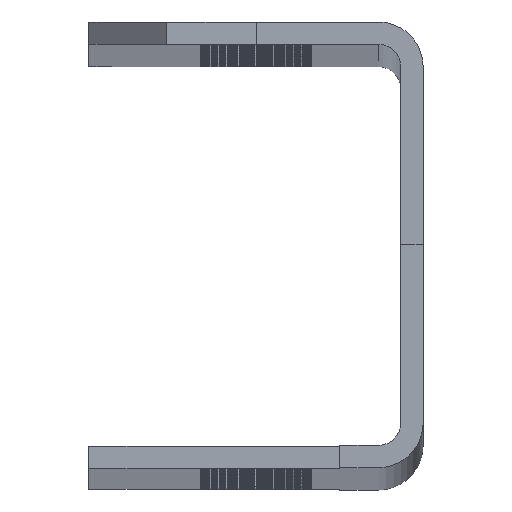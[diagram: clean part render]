
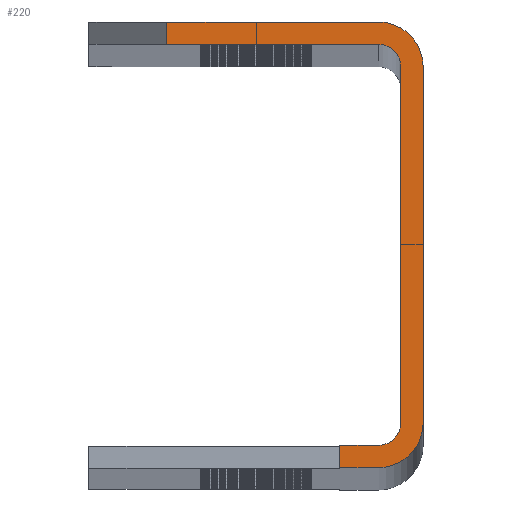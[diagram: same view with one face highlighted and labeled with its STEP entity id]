
A CAD part, top view. The second image highlights one B-rep face of the part: STEP entity #220.
In plain terms, the highlighted planar face has unit normal (0, 0, 1).
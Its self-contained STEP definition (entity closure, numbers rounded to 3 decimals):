
#220=ADVANCED_FACE('',(#871),#872,.T.);
#871=FACE_OUTER_BOUND('',#1939,.T.);
#872=PLANE('',#1940);
#1939=EDGE_LOOP('',(#4055,#4056,#4057,#4058,#4059,#4060,#4061,#4062,#4063,#4064,#4065,#4066));
#1940=AXIS2_PLACEMENT_3D('',#4067,#4068,#4069);
#4055=ORIENTED_EDGE('',*,*,#6777,.T.);
#4056=ORIENTED_EDGE('',*,*,#6990,.T.);
#4057=ORIENTED_EDGE('',*,*,#6991,.T.);
#4058=ORIENTED_EDGE('',*,*,#6992,.T.);
#4059=ORIENTED_EDGE('',*,*,#6993,.T.);
#4060=ORIENTED_EDGE('',*,*,#6994,.T.);
#4061=ORIENTED_EDGE('',*,*,#6995,.T.);
#4062=ORIENTED_EDGE('',*,*,#6996,.T.);
#4063=ORIENTED_EDGE('',*,*,#6997,.T.);
#4064=ORIENTED_EDGE('',*,*,#6998,.T.);
#4065=ORIENTED_EDGE('',*,*,#6658,.T.);
#4066=ORIENTED_EDGE('',*,*,#6989,.F.);
#4067=CARTESIAN_POINT('',(0.0,0.0,576.2));
#4068=DIRECTION('',(0.0,0.0,1.0));
#4069=DIRECTION('',(1.0,-0.0,0.0));
#6658=EDGE_CURVE('',#8184,#8182,#8185,.T.);
#6777=EDGE_CURVE('',#8417,#8415,#8418,.T.);
#6989=EDGE_CURVE('',#8417,#8182,#8737,.T.);
#6990=EDGE_CURVE('',#8415,#8738,#8739,.T.);
#6991=EDGE_CURVE('',#8738,#8740,#8741,.T.);
#6992=EDGE_CURVE('',#8740,#8742,#8743,.T.);
#6993=EDGE_CURVE('',#8742,#8744,#8745,.T.);
#6994=EDGE_CURVE('',#8744,#8746,#8747,.T.);
#6995=EDGE_CURVE('',#8746,#8748,#8749,.T.);
#6996=EDGE_CURVE('',#8748,#8750,#8751,.T.);
#6997=EDGE_CURVE('',#8750,#8752,#8753,.T.);
#6998=EDGE_CURVE('',#8752,#8184,#8754,.T.);
#8182=VERTEX_POINT('',#10420);
#8184=VERTEX_POINT('',#10423);
#8185=LINE('',#10424,#10425);
#8415=VERTEX_POINT('',#10716);
#8417=VERTEX_POINT('',#10719);
#8418=LINE('',#10720,#10721);
#8737=LINE('',#11199,#11200);
#8738=VERTEX_POINT('',#11201);
#8739=CIRCLE('',#11202,4.0);
#8740=VERTEX_POINT('',#11203);
#8741=LINE('',#11204,#11205);
#8742=VERTEX_POINT('',#11206);
#8743=CIRCLE('',#11207,4.0);
#8744=VERTEX_POINT('',#11208);
#8745=LINE('',#11209,#11210);
#8746=VERTEX_POINT('',#11211);
#8747=LINE('',#11212,#11213);
#8748=VERTEX_POINT('',#11214);
#8749=LINE('',#11215,#11216);
#8750=VERTEX_POINT('',#11217);
#8751=CIRCLE('',#11218,2.0);
#8752=VERTEX_POINT('',#11219);
#8753=LINE('',#11220,#11221);
#8754=CIRCLE('',#11222,2.0);
#10420=CARTESIAN_POINT('',(-7.5,-18.0,576.2));
#10423=CARTESIAN_POINT('',(-4.0,-18.0,576.2));
#10424=CARTESIAN_POINT('',(-4.0,-18.0,576.2));
#10425=VECTOR('',#13054,3.5);
#10716=CARTESIAN_POINT('',(-4.0,-20.0,576.2));
#10719=CARTESIAN_POINT('',(-7.5,-20.0,576.2));
#10720=CARTESIAN_POINT('',(-7.5,-20.0,576.2));
#10721=VECTOR('',#13285,3.5);
#11199=CARTESIAN_POINT('',(-7.5,-20.0,576.2));
#11200=VECTOR('',#13601,2.0);
#11201=CARTESIAN_POINT('',(0.0,-16.0,576.2));
#11202=AXIS2_PLACEMENT_3D('',#13602,#13603,#13604);
#11203=CARTESIAN_POINT('',(0.0,16.0,576.2));
#11204=CARTESIAN_POINT('',(0.0,-16.0,576.2));
#11205=VECTOR('',#13605,32.0);
#11206=CARTESIAN_POINT('',(-4.0,20.0,576.2));
#11207=AXIS2_PLACEMENT_3D('',#13606,#13607,#13608);
#11208=CARTESIAN_POINT('',(-23.0,20.0,576.2));
#11209=CARTESIAN_POINT('',(-4.0,20.0,576.2));
#11210=VECTOR('',#13609,19.0);
#11211=CARTESIAN_POINT('',(-23.0,18.0,576.2));
#11212=CARTESIAN_POINT('',(-23.0,20.0,576.2));
#11213=VECTOR('',#13610,2.0);
#11214=CARTESIAN_POINT('',(-4.0,18.0,576.2));
#11215=CARTESIAN_POINT('',(-23.0,18.0,576.2));
#11216=VECTOR('',#13611,19.0);
#11217=CARTESIAN_POINT('',(-2.0,16.0,576.2));
#11218=AXIS2_PLACEMENT_3D('',#13612,#13613,#13614);
#11219=CARTESIAN_POINT('',(-2.0,-16.0,576.2));
#11220=CARTESIAN_POINT('',(-2.0,16.0,576.2));
#11221=VECTOR('',#13615,32.0);
#11222=AXIS2_PLACEMENT_3D('',#13616,#13617,#13618);
#13054=DIRECTION('',(-1.0,0.0,0.0));
#13285=DIRECTION('',(1.0,0.0,0.0));
#13601=DIRECTION('',(0.0,1.0,0.0));
#13602=CARTESIAN_POINT('',(-4.0,-16.0,576.2));
#13603=DIRECTION('',(0.0,0.0,1.0));
#13604=DIRECTION('',(0.0,-1.0,0.0));
#13605=DIRECTION('',(0.0,1.0,0.0));
#13606=CARTESIAN_POINT('',(-4.0,16.0,576.2));
#13607=DIRECTION('',(0.0,0.0,1.0));
#13608=DIRECTION('',(1.0,0.0,0.0));
#13609=DIRECTION('',(-1.0,0.0,0.0));
#13610=DIRECTION('',(0.0,-1.0,0.0));
#13611=DIRECTION('',(1.0,0.0,0.0));
#13612=CARTESIAN_POINT('',(-4.0,16.0,576.2));
#13613=DIRECTION('',(0.0,0.0,-1.0));
#13614=DIRECTION('',(0.0,1.0,0.0));
#13615=DIRECTION('',(0.0,-1.0,0.0));
#13616=CARTESIAN_POINT('',(-4.0,-16.0,576.2));
#13617=DIRECTION('',(0.0,0.0,-1.0));
#13618=DIRECTION('',(1.0,0.0,0.0));
